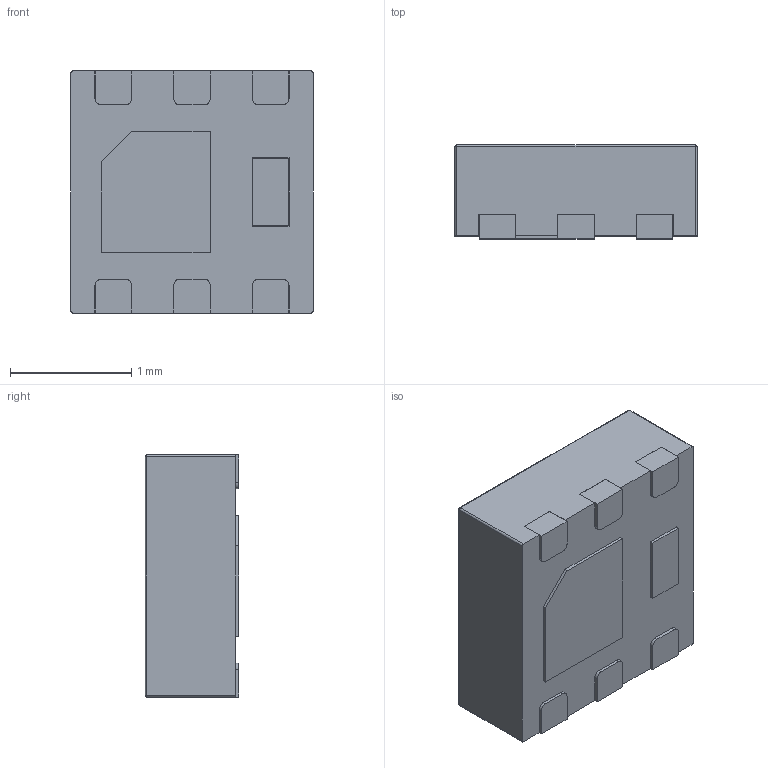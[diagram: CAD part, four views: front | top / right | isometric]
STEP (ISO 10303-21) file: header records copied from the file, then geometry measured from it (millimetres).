
FILE_DESCRIPTION (( 'STEP AP214' ), '1' );
FILE_NAME ('FDMA430NZ.STEP', '2024-03-11T12:35:35', ( 'Tashadra' ), ( '' ), 'SwSTEP 2.0', 'SolidWorks 2016', '' );
FILE_SCHEMA (( 'AUTOMOTIVE_DESIGN' ));
Length unit declared in the file: millimetre
Products named in the file (1): FDMA430NZ
Bounding box: 2 x 0.78 x 2 mm (x, y, z)
Volume: 3 mm3; surface area: 20.9 mm2
Topology: 9 solids, 9 shells, 129 faces, 316 edges, 204 vertices
Faces by surface type: plane 91, cylinder 34, sphere 4
Entity records: 4592 total; most frequent: CARTESIAN_POINT 646, DIRECTION 640, ORIENTED_EDGE 624, EDGE_CURVE 312, LINE 244, VECTOR 244, VERTEX_POINT 204, AXIS2_PLACEMENT_3D 198
